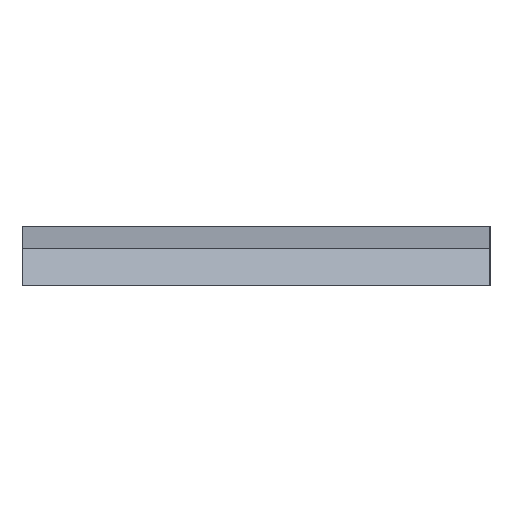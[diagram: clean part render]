
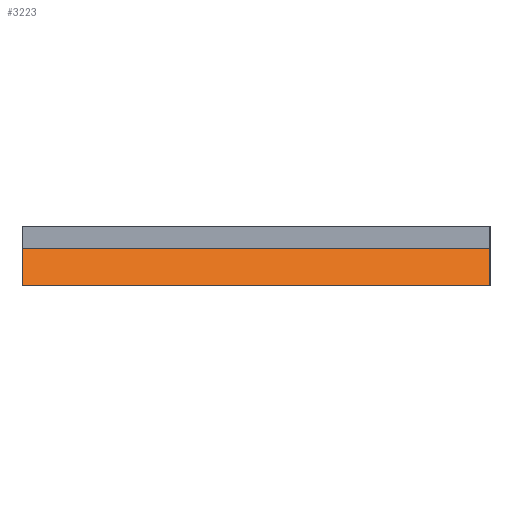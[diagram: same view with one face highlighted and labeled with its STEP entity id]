
A CAD part, left-side view. The second image highlights one B-rep face of the part: STEP entity #3223.
In plain terms, the highlighted planar face has unit normal (-0.707, 0, 0.707).
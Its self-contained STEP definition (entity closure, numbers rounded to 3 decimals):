
#418 = VECTOR ( 'NONE', #4647, 1000. ) ;
#787 = AXIS2_PLACEMENT_3D ( 'NONE', #3748, #3082, #1043 ) ;
#1043 = DIRECTION ( 'NONE',  ( -0.707, 0., -0.707 ) ) ;
#1057 = VERTEX_POINT ( 'NONE', #2915 ) ;
#1117 = CARTESIAN_POINT ( 'NONE',  ( 0., 62.5, -2.962 ) ) ;
#1451 = ORIENTED_EDGE ( 'NONE', *, *, #9097, .T. ) ;
#1531 = CARTESIAN_POINT ( 'NONE',  ( -5.038, 62.5, -8. ) ) ;
#1624 = CARTESIAN_POINT ( 'NONE',  ( -5.038, 0., -8. ) ) ;
#1752 = CARTESIAN_POINT ( 'NONE',  ( 0., 62.5, -2.962 ) ) ;
#1986 = VERTEX_POINT ( 'NONE', #1624 ) ;
#2180 = LINE ( 'NONE', #4926, #7103 ) ;
#2277 = LINE ( 'NONE', #1752, #418 ) ;
#2566 = EDGE_CURVE ( 'NONE', #1986, #8231, #7553, .T. ) ;
#2915 = CARTESIAN_POINT ( 'NONE',  ( 0., 62.5, -2.962 ) ) ;
#2959 = VECTOR ( 'NONE', #6131, 1000. ) ;
#3082 = DIRECTION ( 'NONE',  ( 0.707, 0., -0.707 ) ) ;
#3223 = ADVANCED_FACE ( 'NONE', ( #5352 ), #7520, .F. ) ;
#3389 = DIRECTION ( 'NONE',  ( 0.707, 0., 0.707 ) ) ;
#3392 = EDGE_LOOP ( 'NONE', ( #4133, #4966, #5729, #1451 ) ) ;
#3748 = CARTESIAN_POINT ( 'NONE',  ( 0., 62.5, -2.962 ) ) ;
#4133 = ORIENTED_EDGE ( 'NONE', *, *, #2566, .T. ) ;
#4647 = DIRECTION ( 'NONE',  ( 0.707, 0., 0.707 ) ) ;
#4678 = CARTESIAN_POINT ( 'NONE',  ( 0., 0., -2.962 ) ) ;
#4926 = CARTESIAN_POINT ( 'NONE',  ( -5.038, 62.5, -8. ) ) ;
#4966 = ORIENTED_EDGE ( 'NONE', *, *, #8550, .F. ) ;
#5067 = DIRECTION ( 'NONE',  ( 0., -1., 0. ) ) ;
#5352 = FACE_OUTER_BOUND ( 'NONE', #3392, .T. ) ;
#5729 = ORIENTED_EDGE ( 'NONE', *, *, #5983, .F. ) ;
#5983 = EDGE_CURVE ( 'NONE', #7679, #1057, #2277, .T. ) ;
#6131 = DIRECTION ( 'NONE',  ( 0., -1., 0. ) ) ;
#7103 = VECTOR ( 'NONE', #5067, 1000. ) ;
#7520 = PLANE ( 'NONE',  #787 ) ;
#7553 = LINE ( 'NONE', #4678, #8467 ) ;
#7679 = VERTEX_POINT ( 'NONE', #1531 ) ;
#7839 = CARTESIAN_POINT ( 'NONE',  ( 0., 0., -2.962 ) ) ;
#8171 = LINE ( 'NONE', #1117, #2959 ) ;
#8231 = VERTEX_POINT ( 'NONE', #7839 ) ;
#8467 = VECTOR ( 'NONE', #3389, 1000. ) ;
#8550 = EDGE_CURVE ( 'NONE', #1057, #8231, #8171, .T. ) ;
#9097 = EDGE_CURVE ( 'NONE', #7679, #1986, #2180, .T. ) ;
